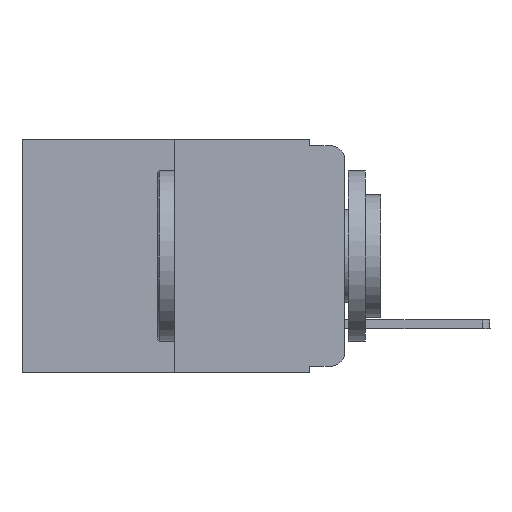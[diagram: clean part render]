
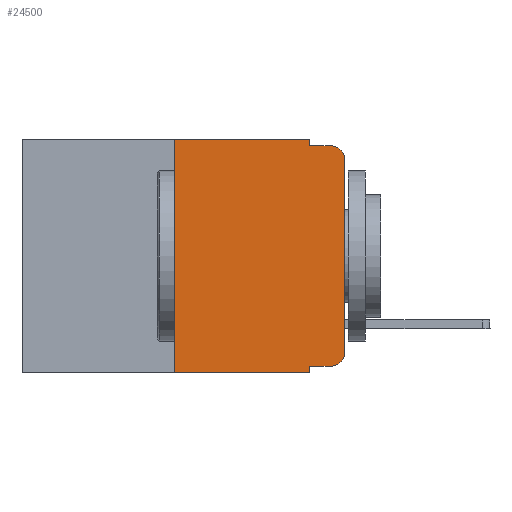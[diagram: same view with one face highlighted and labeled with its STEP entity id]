
A CAD part, left-side view. The second image highlights one B-rep face of the part: STEP entity #24500.
In plain terms, the highlighted planar face has unit normal (-1, 0, 0).
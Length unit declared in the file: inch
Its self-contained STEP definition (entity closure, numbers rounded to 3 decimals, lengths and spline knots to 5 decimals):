
#419 = CARTESIAN_POINT ( 'NONE',  ( 0., 0.051, -0.333 ) ) ;
#472 = DIRECTION ( 'NONE',  ( 0., -1., 0. ) ) ;
#557 = CARTESIAN_POINT ( 'NONE',  ( 0., 0.051, 0. ) ) ;
#767 = VECTOR ( 'NONE', #472, 39.37008 ) ;
#1421 = CARTESIAN_POINT ( 'NONE',  ( 0., 0.051, -0.01 ) ) ;
#1467 = VERTEX_POINT ( 'NONE', #14916 ) ;
#1561 = AXIS2_PLACEMENT_3D ( 'NONE', #7305, #11323, #19077 ) ;
#1603 = EDGE_CURVE ( 'NONE', #10334, #20378, #20706, .T. ) ;
#1851 = ORIENTED_EDGE ( 'NONE', *, *, #15291, .T. ) ;
#1981 = EDGE_CURVE ( 'NONE', #22480, #5206, #10974, .T. ) ;
#2237 = CARTESIAN_POINT ( 'NONE',  ( 0., 0.473, 0. ) ) ;
#2657 = DIRECTION ( 'NONE',  ( 0., 0., 1. ) ) ;
#2963 = VECTOR ( 'NONE', #10066, 39.37008 ) ;
#3225 = ORIENTED_EDGE ( 'NONE', *, *, #13256, .F. ) ;
#3323 = VECTOR ( 'NONE', #17678, 39.37008 ) ;
#4044 = EDGE_CURVE ( 'NONE', #1467, #15181, #16553, .T. ) ;
#4051 = CARTESIAN_POINT ( 'NONE',  ( 0., 0.051, 0. ) ) ;
#4447 = CARTESIAN_POINT ( 'NONE',  ( 0., 0., 0. ) ) ;
#4512 = AXIS2_PLACEMENT_3D ( 'NONE', #19633, #9666, #25227 ) ;
#4601 = VERTEX_POINT ( 'NONE', #18609 ) ;
#4962 = FACE_OUTER_BOUND ( 'NONE', #14753, .T. ) ;
#5206 = VERTEX_POINT ( 'NONE', #1421 ) ;
#5286 = ORIENTED_EDGE ( 'NONE', *, *, #1603, .T. ) ;
#5319 = CARTESIAN_POINT ( 'NONE',  ( 0., 0.473, -0.343 ) ) ;
#5927 = LINE ( 'NONE', #2237, #767 ) ;
#5967 = VECTOR ( 'NONE', #2657, 39.37008 ) ;
#6102 = EDGE_CURVE ( 'NONE', #1467, #16821, #23496, .T. ) ;
#6886 = ORIENTED_EDGE ( 'NONE', *, *, #1981, .F. ) ;
#7026 = CARTESIAN_POINT ( 'NONE',  ( 0., 0.051, 0. ) ) ;
#7305 = CARTESIAN_POINT ( 'NONE',  ( 0., 0.02, -0.313 ) ) ;
#7882 = VECTOR ( 'NONE', #8666, 39.37008 ) ;
#8497 = CARTESIAN_POINT ( 'NONE',  ( 0., 0.25, 0. ) ) ;
#8569 = EDGE_CURVE ( 'NONE', #20378, #18522, #12975, .T. ) ;
#8663 = ORIENTED_EDGE ( 'NONE', *, *, #6102, .F. ) ;
#8666 = DIRECTION ( 'NONE',  ( 0., 0., 1. ) ) ;
#9280 = DIRECTION ( 'NONE',  ( 0., 0., -1. ) ) ;
#9666 = DIRECTION ( 'NONE',  ( 1., 0., 0. ) ) ;
#9929 = ORIENTED_EDGE ( 'NONE', *, *, #16407, .F. ) ;
#10066 = DIRECTION ( 'NONE',  ( 0., -1., 0. ) ) ;
#10334 = VERTEX_POINT ( 'NONE', #24143 ) ;
#10824 = ORIENTED_EDGE ( 'NONE', *, *, #14293, .F. ) ;
#10974 = LINE ( 'NONE', #4051, #3323 ) ;
#11323 = DIRECTION ( 'NONE',  ( -1., 0., 0. ) ) ;
#11903 = DIRECTION ( 'NONE',  ( 0., -1., 0. ) ) ;
#12087 = VECTOR ( 'NONE', #16155, 39.37008 ) ;
#12509 = CARTESIAN_POINT ( 'NONE',  ( 0., 0.051, -0.343 ) ) ;
#12975 = LINE ( 'NONE', #4447, #5967 ) ;
#13044 = VERTEX_POINT ( 'NONE', #24795 ) ;
#13256 = EDGE_CURVE ( 'NONE', #5206, #4601, #17312, .T. ) ;
#13282 = ORIENTED_EDGE ( 'NONE', *, *, #8569, .T. ) ;
#14170 = CARTESIAN_POINT ( 'NONE',  ( 0., 0.25, 0. ) ) ;
#14178 = LINE ( 'NONE', #557, #12087 ) ;
#14236 = CARTESIAN_POINT ( 'NONE',  ( 0., 0., -0.03 ) ) ;
#14293 = EDGE_CURVE ( 'NONE', #13044, #15181, #14178, .T. ) ;
#14596 = ORIENTED_EDGE ( 'NONE', *, *, #21428, .T. ) ;
#14722 = ORIENTED_EDGE ( 'NONE', *, *, #4044, .T. ) ;
#14753 = EDGE_LOOP ( 'NONE', ( #13282, #1851, #3225, #6886, #9929, #8663, #14722, #10824, #14596, #5286 ) ) ;
#14916 = CARTESIAN_POINT ( 'NONE',  ( 0., 0.25, -0.343 ) ) ;
#15181 = VERTEX_POINT ( 'NONE', #12509 ) ;
#15291 = EDGE_CURVE ( 'NONE', #18522, #4601, #18172, .T. ) ;
#16155 = DIRECTION ( 'NONE',  ( 0., 0., -1. ) ) ;
#16407 = EDGE_CURVE ( 'NONE', #16821, #22480, #5927, .T. ) ;
#16553 = LINE ( 'NONE', #5319, #19302 ) ;
#16821 = VERTEX_POINT ( 'NONE', #8497 ) ;
#16847 = CARTESIAN_POINT ( 'NONE',  ( 0., 0.051, -0.01 ) ) ;
#17060 = LINE ( 'NONE', #419, #2963 ) ;
#17312 = LINE ( 'NONE', #16847, #18533 ) ;
#17678 = DIRECTION ( 'NONE',  ( 0., 0., -1. ) ) ;
#18172 = CIRCLE ( 'NONE', #20414, 0.02 ) ;
#18522 = VERTEX_POINT ( 'NONE', #14236 ) ;
#18533 = VECTOR ( 'NONE', #11903, 39.37008 ) ;
#18609 = CARTESIAN_POINT ( 'NONE',  ( 0., 0.02, -0.01 ) ) ;
#18642 = DIRECTION ( 'NONE',  ( 0., -1., 0. ) ) ;
#18987 = DIRECTION ( 'NONE',  ( -1., 0., 0. ) ) ;
#19077 = DIRECTION ( 'NONE',  ( 0., 0., -1. ) ) ;
#19302 = VECTOR ( 'NONE', #18642, 39.37008 ) ;
#19633 = CARTESIAN_POINT ( 'NONE',  ( 0., 0.473, 0. ) ) ;
#20378 = VERTEX_POINT ( 'NONE', #21789 ) ;
#20414 = AXIS2_PLACEMENT_3D ( 'NONE', #22687, #18987, #9280 ) ;
#20706 = CIRCLE ( 'NONE', #1561, 0.02 ) ;
#21428 = EDGE_CURVE ( 'NONE', #13044, #10334, #17060, .T. ) ;
#21789 = CARTESIAN_POINT ( 'NONE',  ( 0., 0., -0.313 ) ) ;
#22480 = VERTEX_POINT ( 'NONE', #7026 ) ;
#22687 = CARTESIAN_POINT ( 'NONE',  ( 0., 0.02, -0.03 ) ) ;
#23496 = LINE ( 'NONE', #14170, #7882 ) ;
#24143 = CARTESIAN_POINT ( 'NONE',  ( 0., 0.02, -0.333 ) ) ;
#24500 = ADVANCED_FACE ( 'NONE', ( #4962 ), #24671, .F. ) ;
#24671 = PLANE ( 'NONE',  #4512 ) ;
#24795 = CARTESIAN_POINT ( 'NONE',  ( 0., 0.051, -0.333 ) ) ;
#25227 = DIRECTION ( 'NONE',  ( 0., 0., -1. ) ) ;
